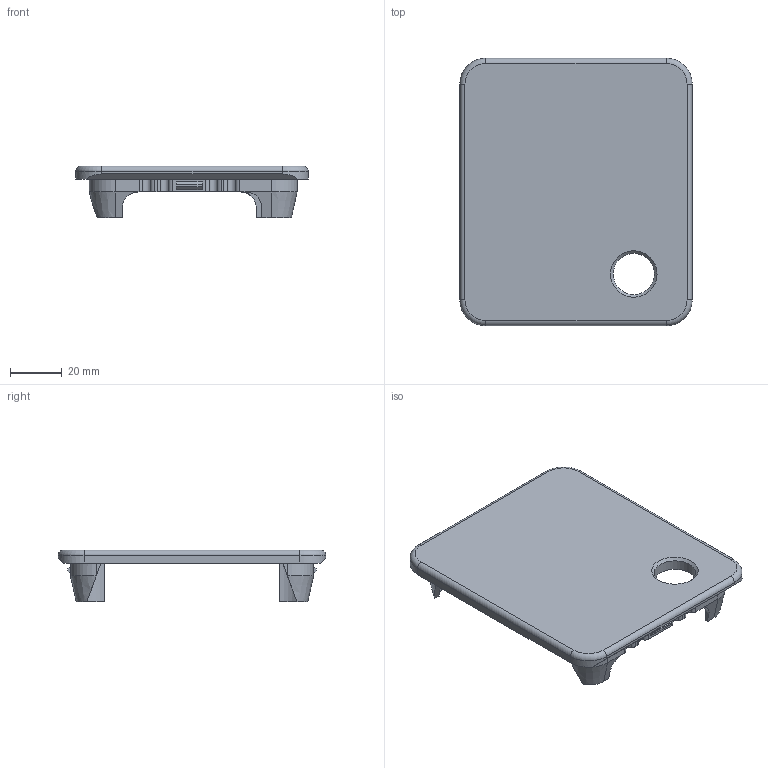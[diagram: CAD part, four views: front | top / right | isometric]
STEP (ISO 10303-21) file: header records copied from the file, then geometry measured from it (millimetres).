
FILE_DESCRIPTION(/* description */ (''),/* implementation_level */ '2;1');
FILE_NAME(/* name */ 'PCB Case Top.step',/* time_stamp */ '2022-12-11T17:53:26-05:00',/* author */ (''),/* organization */ (''),/* preprocessor_version */ 'ST-DEVELOPER v19.2',/* originating_system */ 'Autodesk Translation Framework v11.17.0.187',/* authorisation */ '');
FILE_SCHEMA (('AUTOMOTIVE_DESIGN { 1 0 10303 214 3 1 1 }'));
Length unit declared in the file: millimetre
Products named in the file (2): Case_Body; Case Top
Assembly tree (1 placements, depth 2):
  Case_Body
    Case Top
Bounding box: 90 x 103.6 x 20 mm (x, y, z)
Volume: 49209.6 mm3; surface area: 23441.5 mm2
Topology: 1 solids, 1 shells, 165 faces, 457 edges, 296 vertices
Faces by surface type: cylinder 82, plane 73, cone 5, torus 5
Full cylindrical faces by diameter (mm): 16 x1
Entity records: 5428 total; most frequent: CARTESIAN_POINT 990, DIRECTION 966, ORIENTED_EDGE 914, EDGE_CURVE 457, AXIS2_PLACEMENT_3D 350, VERTEX_POINT 296, LINE 266, VECTOR 266
